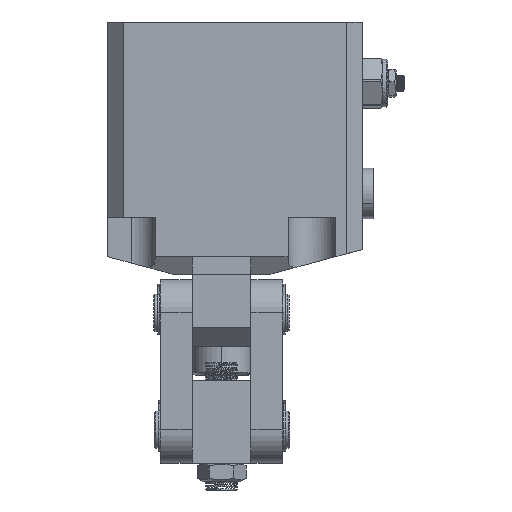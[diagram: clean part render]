
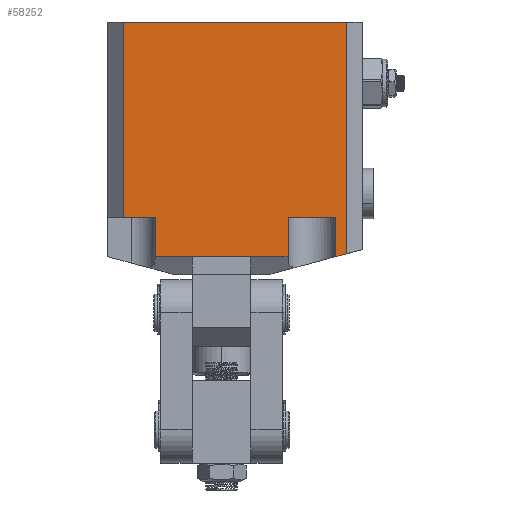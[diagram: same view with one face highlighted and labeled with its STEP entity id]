
A CAD part, front view. The second image highlights one B-rep face of the part: STEP entity #58252.
In plain terms, the highlighted planar face has unit normal (0, -1, 0).
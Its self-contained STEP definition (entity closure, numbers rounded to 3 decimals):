
#1025 = DIRECTION ( 'NONE',  ( 0., 0., 1. ) ) ;
#1625 = EDGE_CURVE ( 'NONE', #63949, #12628, #43554, .T. ) ;
#1997 = LINE ( 'NONE', #27198, #12437 ) ;
#2289 = LINE ( 'NONE', #31200, #65647 ) ;
#3634 = LINE ( 'NONE', #16847, #15667 ) ;
#3956 = VECTOR ( 'NONE', #27950, 1000. ) ;
#4720 = VECTOR ( 'NONE', #11361, 1000. ) ;
#5312 = CARTESIAN_POINT ( 'NONE',  ( 47., -43., -26. ) ) ;
#5333 = DIRECTION ( 'NONE',  ( 0., 0., 1. ) ) ;
#8195 = CARTESIAN_POINT ( 'NONE',  ( -37., -43., -26. ) ) ;
#8418 = EDGE_CURVE ( 'NONE', #22543, #35372, #19186, .T. ) ;
#8993 = EDGE_CURVE ( 'NONE', #22543, #21468, #31972, .T. ) ;
#10836 = DIRECTION ( 'NONE',  ( -1., 0., 0. ) ) ;
#11144 = CARTESIAN_POINT ( 'NONE',  ( 47., -43., -40.253 ) ) ;
#11361 = DIRECTION ( 'NONE',  ( 0., 0., 1. ) ) ;
#12437 = VECTOR ( 'NONE', #12450, 1000. ) ;
#12450 = DIRECTION ( 'NONE',  ( 0., 0., 1. ) ) ;
#12628 = VERTEX_POINT ( 'NONE', #8195 ) ;
#13730 = CARTESIAN_POINT ( 'NONE',  ( -25., -43., -40.801 ) ) ;
#15410 = PLANE ( 'NONE',  #22032 ) ;
#15533 = VECTOR ( 'NONE', #1025, 1000. ) ;
#15667 = VECTOR ( 'NONE', #27135, 1000. ) ;
#15835 = DIRECTION ( 'NONE',  ( -1., 0., 0. ) ) ;
#16847 = CARTESIAN_POINT ( 'NONE',  ( 47., -43., -26. ) ) ;
#19186 = LINE ( 'NONE', #48162, #3956 ) ;
#19943 = CARTESIAN_POINT ( 'NONE',  ( -43., -43., 47.5 ) ) ;
#20434 = ORIENTED_EDGE ( 'NONE', *, *, #8993, .T. ) ;
#20958 = ORIENTED_EDGE ( 'NONE', *, *, #64049, .F. ) ;
#21468 = VERTEX_POINT ( 'NONE', #59425 ) ;
#22032 = AXIS2_PLACEMENT_3D ( 'NONE', #25677, #36001, #5333 ) ;
#22457 = CARTESIAN_POINT ( 'NONE',  ( 43., -43., -26. ) ) ;
#22543 = VERTEX_POINT ( 'NONE', #32431 ) ;
#24927 = ORIENTED_EDGE ( 'NONE', *, *, #51022, .F. ) ;
#25677 = CARTESIAN_POINT ( 'NONE',  ( 47., -43., -40.801 ) ) ;
#26863 = LINE ( 'NONE', #19943, #52541 ) ;
#27135 = DIRECTION ( 'NONE',  ( -1., 0., 0. ) ) ;
#27198 = CARTESIAN_POINT ( 'NONE',  ( -37., -43., -40.801 ) ) ;
#27328 = FACE_OUTER_BOUND ( 'NONE', #55718, .T. ) ;
#27578 = DIRECTION ( 'NONE',  ( 0., 0., 1. ) ) ;
#27950 = DIRECTION ( 'NONE',  ( -0.966, 0., -0.259 ) ) ;
#28588 = VERTEX_POINT ( 'NONE', #13730 ) ;
#30283 = EDGE_CURVE ( 'NONE', #45179, #21468, #26863, .T. ) ;
#31183 = EDGE_CURVE ( 'NONE', #12628, #45179, #1997, .T. ) ;
#31200 = CARTESIAN_POINT ( 'NONE',  ( 47., -43., -40.801 ) ) ;
#31972 = LINE ( 'NONE', #11144, #4720 ) ;
#32431 = CARTESIAN_POINT ( 'NONE',  ( 47., -43., -39.729 ) ) ;
#32688 = CARTESIAN_POINT ( 'NONE',  ( 25., -43., -40.801 ) ) ;
#34309 = ORIENTED_EDGE ( 'NONE', *, *, #31183, .F. ) ;
#34675 = VERTEX_POINT ( 'NONE', #22457 ) ;
#34789 = DIRECTION ( 'NONE',  ( 0., 0., -1. ) ) ;
#34833 = LINE ( 'NONE', #65521, #36442 ) ;
#35372 = VERTEX_POINT ( 'NONE', #37326 ) ;
#35897 = ORIENTED_EDGE ( 'NONE', *, *, #44499, .F. ) ;
#36001 = DIRECTION ( 'NONE',  ( 0., 1., 0. ) ) ;
#36186 = EDGE_CURVE ( 'NONE', #35372, #34675, #54797, .T. ) ;
#36442 = VECTOR ( 'NONE', #34789, 1000. ) ;
#36881 = CARTESIAN_POINT ( 'NONE',  ( 43., -43., -40.801 ) ) ;
#37326 = CARTESIAN_POINT ( 'NONE',  ( 43., -43., -40.801 ) ) ;
#37725 = ORIENTED_EDGE ( 'NONE', *, *, #8418, .F. ) ;
#39801 = ORIENTED_EDGE ( 'NONE', *, *, #36186, .F. ) ;
#43554 = LINE ( 'NONE', #5312, #55572 ) ;
#44072 = EDGE_CURVE ( 'NONE', #65563, #53534, #34833, .T. ) ;
#44499 = EDGE_CURVE ( 'NONE', #28588, #63949, #50844, .T. ) ;
#44507 = CARTESIAN_POINT ( 'NONE',  ( 25., -43., -26. ) ) ;
#45179 = VERTEX_POINT ( 'NONE', #58220 ) ;
#48162 = CARTESIAN_POINT ( 'NONE',  ( 47., -43., -39.729 ) ) ;
#50844 = LINE ( 'NONE', #63466, #64502 ) ;
#51022 = EDGE_CURVE ( 'NONE', #34675, #65563, #3634, .T. ) ;
#52541 = VECTOR ( 'NONE', #55786, 1000. ) ;
#53534 = VERTEX_POINT ( 'NONE', #32688 ) ;
#54797 = LINE ( 'NONE', #36881, #15533 ) ;
#55572 = VECTOR ( 'NONE', #15835, 1000. ) ;
#55718 = EDGE_LOOP ( 'NONE', ( #65019, #35897, #20958, #61586, #24927, #39801, #37725, #20434, #64019, #34309 ) ) ;
#55786 = DIRECTION ( 'NONE',  ( 1., 0., 0. ) ) ;
#58220 = CARTESIAN_POINT ( 'NONE',  ( -37., -43., 47.5 ) ) ;
#58252 = ADVANCED_FACE ( 'NONE', ( #27328 ), #15410, .F. ) ;
#59425 = CARTESIAN_POINT ( 'NONE',  ( 47., -43., 47.5 ) ) ;
#61586 = ORIENTED_EDGE ( 'NONE', *, *, #44072, .F. ) ;
#63466 = CARTESIAN_POINT ( 'NONE',  ( -25., -43., -40.801 ) ) ;
#63949 = VERTEX_POINT ( 'NONE', #66190 ) ;
#64019 = ORIENTED_EDGE ( 'NONE', *, *, #30283, .F. ) ;
#64049 = EDGE_CURVE ( 'NONE', #53534, #28588, #2289, .T. ) ;
#64502 = VECTOR ( 'NONE', #27578, 1000. ) ;
#65019 = ORIENTED_EDGE ( 'NONE', *, *, #1625, .F. ) ;
#65521 = CARTESIAN_POINT ( 'NONE',  ( 25., -43., -40.801 ) ) ;
#65563 = VERTEX_POINT ( 'NONE', #44507 ) ;
#65647 = VECTOR ( 'NONE', #10836, 1000. ) ;
#66190 = CARTESIAN_POINT ( 'NONE',  ( -25., -43., -26. ) ) ;
